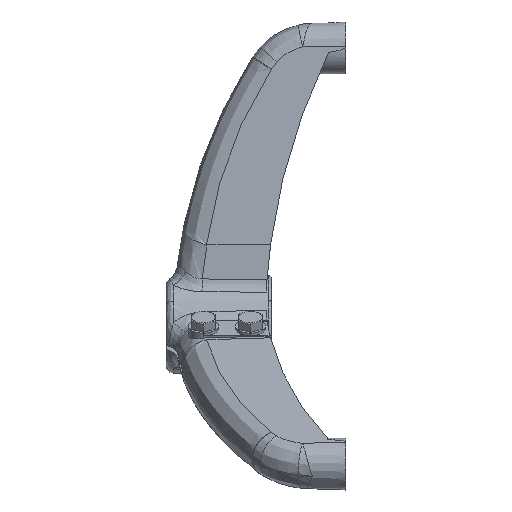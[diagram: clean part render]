
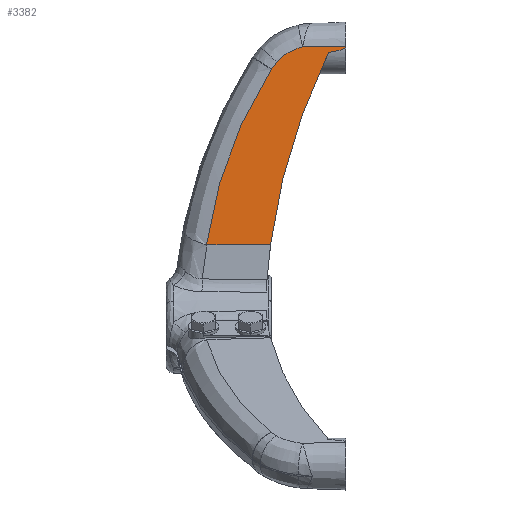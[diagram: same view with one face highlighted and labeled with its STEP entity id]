
A CAD part, left-side view. The second image highlights one B-rep face of the part: STEP entity #3382.
In plain terms, the highlighted planar face has unit normal (-0.998, 0.035, 0.044).
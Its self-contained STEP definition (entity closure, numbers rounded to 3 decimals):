
#137 = CARTESIAN_POINT ( 'NONE',  ( -21., 2.081, 222.804 ) ) ;
#285 = VERTEX_POINT ( 'NONE', #10647 ) ;
#394 = VERTEX_POINT ( 'NONE', #2769 ) ;
#396 = ORIENTED_EDGE ( 'NONE', *, *, #4197, .T. ) ;
#404 = CARTESIAN_POINT ( 'NONE',  ( -19.665, 59.972, 207.123 ) ) ;
#516 = VECTOR ( 'NONE', #14683, 1000. ) ;
#658 = EDGE_CURVE ( 'NONE', #12523, #1020, #9522, .T. ) ;
#766 = VERTEX_POINT ( 'NONE', #7995 ) ;
#1020 = VERTEX_POINT ( 'NONE', #5940 ) ;
#1029 = CARTESIAN_POINT ( 'NONE',  ( -19.671, 60.143, 206.857 ) ) ;
#1092 = CARTESIAN_POINT ( 'NONE',  ( -25.878, 60.763, 64.953 ) ) ;
#1114 = CARTESIAN_POINT ( 'NONE',  ( -20.373, 17.388, 224.894 ) ) ;
#1286 = CARTESIAN_POINT ( 'NONE',  ( -19.668, 38.768, 223.942 ) ) ;
#1608 = CARTESIAN_POINT ( 'NONE',  ( -24.084, 112.152, 64.914 ) ) ;
#1829 = CARTESIAN_POINT ( 'NONE',  ( -20.993, 0., 224.614 ) ) ;
#1848 = FACE_OUTER_BOUND ( 'NONE', #13359, .T. ) ;
#2043 = CARTESIAN_POINT ( 'NONE',  ( -20.695, 13.786, 220.433 ) ) ;
#2242 = B_SPLINE_CURVE_WITH_KNOTS ( 'NONE', 3,
 ( #1608, #7611, #10219, #2995 ),
 .UNSPECIFIED., .F., .F.,
 ( 4, 4 ),
 ( 0., 1. ),
 .UNSPECIFIED. ) ;
#2336 = EDGE_CURVE ( 'NONE', #13902, #285, #2242, .T. ) ;
#2353 = DIRECTION ( 'NONE',  ( 0.035, 0.999, -0.002 ) ) ;
#2439 = CARTESIAN_POINT ( 'NONE',  ( -19.623, 58.715, 209.088 ) ) ;
#2534 = VERTEX_POINT ( 'NONE', #9878 ) ;
#2604 = ORIENTED_EDGE ( 'NONE', *, *, #6828, .T. ) ;
#2769 = CARTESIAN_POINT ( 'NONE',  ( -20.98, 0., 224.921 ) ) ;
#2854 = ORIENTED_EDGE ( 'NONE', *, *, #3259, .F. ) ;
#2904 = PLANE ( 'NONE',  #10762 ) ;
#2995 = CARTESIAN_POINT ( 'NONE',  ( -24.072, 112.433, 64.956 ) ) ;
#3259 = EDGE_CURVE ( 'NONE', #285, #8499, #14932, .T. ) ;
#3279 = CARTESIAN_POINT ( 'NONE',  ( -20.771, 84.572, 162.335 ) ) ;
#3382 = ADVANCED_FACE ( 'NONE', ( #1848 ), #2904, .F. ) ;
#3425 = CARTESIAN_POINT ( 'NONE',  ( -22.249, 102.148, 114.665 ) ) ;
#3462 = CARTESIAN_POINT ( 'NONE',  ( -19.665, 59.972, 207.123 ) ) ;
#3716 = CARTESIAN_POINT ( 'NONE',  ( -22.005, 37.868, 171.404 ) ) ;
#3918 = CARTESIAN_POINT ( 'NONE',  ( -19.534, 49.705, 218.282 ) ) ;
#4197 = EDGE_CURVE ( 'NONE', #13357, #766, #10441, .T. ) ;
#4230 = ORIENTED_EDGE ( 'NONE', *, *, #658, .F. ) ;
#4659 = ORIENTED_EDGE ( 'NONE', *, *, #6337, .F. ) ;
#4730 = CARTESIAN_POINT ( 'NONE',  ( -19.665, 59.972, 207.123 ) ) ;
#5935 = DIRECTION ( 'NONE',  ( 0.035, 0.999, -0.001 ) ) ;
#5940 = CARTESIAN_POINT ( 'NONE',  ( -19.767, 34.777, 224.868 ) ) ;
#6124 = CARTESIAN_POINT ( 'NONE',  ( -19.591, 57.285, 210.944 ) ) ;
#6337 = EDGE_CURVE ( 'NONE', #13357, #2534, #15333, .T. ) ;
#6424 = CARTESIAN_POINT ( 'NONE',  ( -20.98, 0., 224.921 ) ) ;
#6633 = EDGE_CURVE ( 'NONE', #10224, #12523, #8852, .T. ) ;
#6828 = EDGE_CURVE ( 'NONE', #394, #1020, #8345, .T. ) ;
#6891 = CARTESIAN_POINT ( 'NONE',  ( -24.072, 112.433, 64.956 ) ) ;
#6967 = CARTESIAN_POINT ( 'NONE',  ( -19.901, 66.991, 196.156 ) ) ;
#7233 = CARTESIAN_POINT ( 'NONE',  ( -19.767, 34.777, 224.868 ) ) ;
#7611 = CARTESIAN_POINT ( 'NONE',  ( -24.08, 112.247, 64.914 ) ) ;
#7651 = CARTESIAN_POINT ( 'NONE',  ( -19.571, 55.707, 212.662 ) ) ;
#7995 = CARTESIAN_POINT ( 'NONE',  ( -21., 0.579, 224. ) ) ;
#8011 = ORIENTED_EDGE ( 'NONE', *, *, #12356, .F. ) ;
#8050 = CARTESIAN_POINT ( 'NONE',  ( -20.168, 73.262, 185.086 ) ) ;
#8049 = VECTOR ( 'NONE', #2353, 1000. ) ;
#8345 = LINE ( 'NONE', #1114, #8049 ) ;
#8463 = CARTESIAN_POINT ( 'NONE',  ( -25.878, 60.763, 64.953 ) ) ;
#8499 = VERTEX_POINT ( 'NONE', #14476 ) ;
#8823 = CARTESIAN_POINT ( 'NONE',  ( -20.695, 13.786, 220.433 ) ) ;
#8852 = B_SPLINE_CURVE_WITH_KNOTS ( 'NONE', 3,
 ( #4730, #2439, #6124, #14382 ),
 .UNSPECIFIED., .F., .F.,
 ( 4, 4 ),
 ( 0., 1. ),
 .UNSPECIFIED. ) ;
#8877 = ORIENTED_EDGE ( 'NONE', *, *, #13950, .T. ) ;
#9217 = CARTESIAN_POINT ( 'NONE',  ( -23.116, 108.304, 90.023 ) ) ;
#9448 = LINE ( 'NONE', #1092, #13120 ) ;
#9522 = B_SPLINE_CURVE_WITH_KNOTS ( 'NONE', 3,
 ( #14609, #9732, #3918, #11083, #1286, #7233 ),
 .UNSPECIFIED., .F., .F.,
 ( 4, 2, 4 ),
 ( 0., 0.5, 1. ),
 .UNSPECIFIED. ) ;
#9707 = ORIENTED_EDGE ( 'NONE', *, *, #2336, .F. ) ;
#9708 = CARTESIAN_POINT ( 'NONE',  ( -20.898, 6.494, 221.612 ) ) ;
#9732 = CARTESIAN_POINT ( 'NONE',  ( -19.535, 52.934, 215.682 ) ) ;
#9878 = CARTESIAN_POINT ( 'NONE',  ( -25.878, 60.763, 64.953 ) ) ;
#9902 = LINE ( 'NONE', #404, #516 ) ;
#9983 = ORIENTED_EDGE ( 'NONE', *, *, #6633, .F. ) ;
#10219 = CARTESIAN_POINT ( 'NONE',  ( -24.076, 112.342, 64.928 ) ) ;
#10224 = VERTEX_POINT ( 'NONE', #3462 ) ;
#10279 = CARTESIAN_POINT ( 'NONE',  ( -21., 0.579, 224. ) ) ;
#10441 =( BOUNDED_CURVE ( )  B_SPLINE_CURVE ( 3, ( #8823, #9708, #137, #13342 ),
 .UNSPECIFIED., .F., .T. ) 
 B_SPLINE_CURVE_WITH_KNOTS ( ( 4, 4 ),
 ( 6.069, 6.239 ),
 .UNSPECIFIED. ) 
 CURVE ( )  GEOMETRIC_REPRESENTATION_ITEM ( )  RATIONAL_B_SPLINE_CURVE ( ( 1., 0.998, 0.998, 1. ) ) 
 REPRESENTATION_ITEM ( '' )  );
#10647 = CARTESIAN_POINT ( 'NONE',  ( -24.072, 112.433, 64.956 ) ) ;
#10762 = AXIS2_PLACEMENT_3D ( 'NONE', #11250, #11420, #12739 ) ;
#11083 = CARTESIAN_POINT ( 'NONE',  ( -19.6, 42.622, 222.412 ) ) ;
#11250 = CARTESIAN_POINT ( 'NONE',  ( -24.137, 114.681, 61.673 ) ) ;
#11405 = CARTESIAN_POINT ( 'NONE',  ( -24.084, 112.152, 64.914 ) ) ;
#11420 = DIRECTION ( 'NONE',  ( 0.998, -0.035, -0.044 ) ) ;
#11779 = CARTESIAN_POINT ( 'NONE',  ( -23.58, 110.711, 77.536 ) ) ;
#12286 = CARTESIAN_POINT ( 'NONE',  ( -23.749, 53.667, 119.115 ) ) ;
#12356 = EDGE_CURVE ( 'NONE', #8499, #10224, #9902, .T. ) ;
#12523 = VERTEX_POINT ( 'NONE', #7651 ) ;
#12739 = DIRECTION ( 'NONE',  ( 0.044, 0., 0.999 ) ) ;
#12864 =( BOUNDED_CURVE ( )  B_SPLINE_CURVE ( 3, ( #10279, #15067, #1829, #6424 ),
 .UNSPECIFIED., .F., .F. ) 
 B_SPLINE_CURVE_WITH_KNOTS ( ( 4, 4 ),
 ( 6.239, 6.283 ),
 .UNSPECIFIED. ) 
 CURVE ( )  GEOMETRIC_REPRESENTATION_ITEM ( )  RATIONAL_B_SPLINE_CURVE ( ( 1., 1., 1., 1. ) ) 
 REPRESENTATION_ITEM ( '' )  );
#13120 = VECTOR ( 'NONE', #5935, 1000. ) ;
#13342 = CARTESIAN_POINT ( 'NONE',  ( -21., 0.579, 224. ) ) ;
#13357 = VERTEX_POINT ( 'NONE', #2043 ) ;
#13359 = EDGE_LOOP ( 'NONE', ( #2604, #4230, #9983, #8011, #2854, #9707, #14467, #4659, #396, #8877 ) ) ;
#13902 = VERTEX_POINT ( 'NONE', #11405 ) ;
#13950 = EDGE_CURVE ( 'NONE', #766, #394, #12864, .T. ) ;
#14041 = CARTESIAN_POINT ( 'NONE',  ( -21.108, 89.612, 150.655 ) ) ;
#14382 = CARTESIAN_POINT ( 'NONE',  ( -19.571, 55.707, 212.662 ) ) ;
#14467 = ORIENTED_EDGE ( 'NONE', *, *, #15015, .F. ) ;
#14476 = CARTESIAN_POINT ( 'NONE',  ( -19.671, 60.143, 206.857 ) ) ;
#14540 = CARTESIAN_POINT ( 'NONE',  ( -20.695, 13.786, 220.433 ) ) ;
#14609 = CARTESIAN_POINT ( 'NONE',  ( -19.571, 55.707, 212.662 ) ) ;
#14683 = DIRECTION ( 'NONE',  ( 0.018, -0.539, 0.842 ) ) ;
#14932 = B_SPLINE_CURVE_WITH_KNOTS ( 'NONE', 3,
 ( #6891, #11779, #9217, #3425, #15371, #14041, #3279, #8050, #6967, #1029 ),
 .UNSPECIFIED., .F., .F.,
 ( 4, 2, 2, 2, 4 ),
 ( 0., 0.25, 0.5, 0.75, 1. ),
 .UNSPECIFIED. ) ;
#15015 = EDGE_CURVE ( 'NONE', #2534, #13902, #9448, .T. ) ;
#15067 = CARTESIAN_POINT ( 'NONE',  ( -21., 0.193, 224.307 ) ) ;
#15333 =( BOUNDED_CURVE ( )  B_SPLINE_CURVE ( 3, ( #14540, #3716, #12286, #8463 ),
 .UNSPECIFIED., .F., .F. ) 
 B_SPLINE_CURVE_WITH_KNOTS ( ( 4, 4 ),
 ( 0.442, 0.768 ),
 .UNSPECIFIED. ) 
 CURVE ( )  GEOMETRIC_REPRESENTATION_ITEM ( )  RATIONAL_B_SPLINE_CURVE ( ( 1., 0.991, 0.991, 1. ) ) 
 REPRESENTATION_ITEM ( '' )  );
#15371 = CARTESIAN_POINT ( 'NONE',  ( -21.847, 98.4, 126.82 ) ) ;
